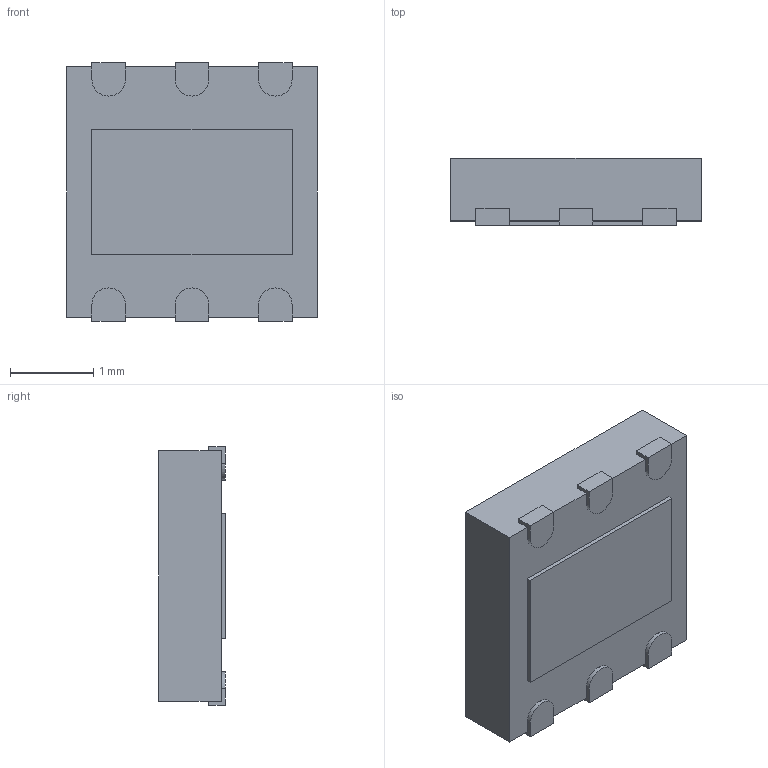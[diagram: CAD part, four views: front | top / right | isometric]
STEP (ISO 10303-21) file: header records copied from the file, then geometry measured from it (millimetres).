
FILE_DESCRIPTION (( 'STEP AP214' ), '1' );
FILE_NAME ( 'HDC1080DMBR.STEP', '2020-07-26T14:24:51', ( '' ), ( '' ), '', '©2017 PCB Libraries, Inc.', '' );
FILE_SCHEMA (( 'AUTOMOTIVE_DESIGN' ));
Length unit declared in the file: millimetre
Products named in the file (1): HDC1080DMBR
Bounding box: 3 x 0.8 x 3.1 mm (x, y, z)
Volume: 7 mm3; surface area: 37.6 mm2
Topology: 8 solids, 8 shells, 69 faces, 156 edges, 104 vertices
Faces by surface type: plane 55, cylinder 12, torus 2
Entity records: 2229 total; most frequent: CARTESIAN_POINT 330, DIRECTION 326, ORIENTED_EDGE 312, EDGE_CURVE 156, VECTOR 126, LINE 126, VERTEX_POINT 104, AXIS2_PLACEMENT_3D 100
